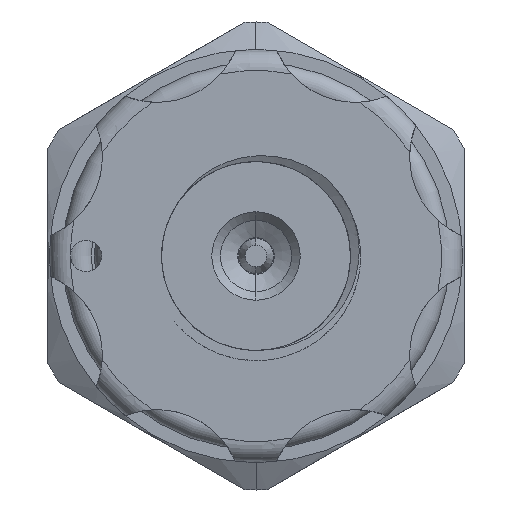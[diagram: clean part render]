
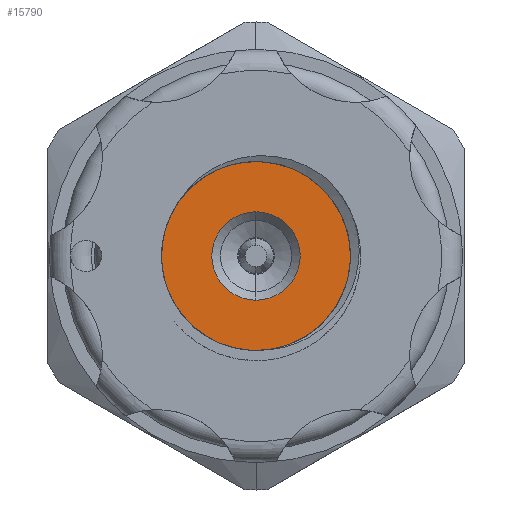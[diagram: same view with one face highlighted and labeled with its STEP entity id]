
A CAD part, left-side view. The second image highlights one B-rep face of the part: STEP entity #15790.
In plain terms, the highlighted planar face has unit normal (-1, 0, 0).
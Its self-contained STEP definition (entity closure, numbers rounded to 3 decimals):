
#511 = CARTESIAN_POINT ( 'NONE',  ( -98.777, -5.321, -2.689 ) ) ;
#564 = CARTESIAN_POINT ( 'NONE',  ( -98.777, -5.988, 0.776 ) ) ;
#721 = CARTESIAN_POINT ( 'NONE',  ( -98.777, -4.287, -4.002 ) ) ;
#748 = DIRECTION ( 'NONE',  ( 1., 0., 0. ) ) ;
#832 = EDGE_LOOP ( 'NONE', ( #6928, #8957 ) ) ;
#985 = CARTESIAN_POINT ( 'NONE',  ( -98.777, -0.785, 5.608 ) ) ;
#1074 = AXIS2_PLACEMENT_3D ( 'NONE', #3295, #4339, #5666 ) ;
#1526 = CARTESIAN_POINT ( 'NONE',  ( -98.777, 2.783, 0. ) ) ;
#1758 = CARTESIAN_POINT ( 'NONE',  ( -98.777, -5.903, 1.248 ) ) ;
#1800 = CARTESIAN_POINT ( 'NONE',  ( -98.777, 0., -2.55 ) ) ;
#1859 = CARTESIAN_POINT ( 'NONE',  ( -98.777, 1.51, -5.289 ) ) ;
#2016 = CARTESIAN_POINT ( 'NONE',  ( -98.777, 2.086, -5.035 ) ) ;
#2061 = CARTESIAN_POINT ( 'NONE',  ( -98.777, -0.067, 5.618 ) ) ;
#2287 = CIRCLE ( 'NONE', #15844, 2.55 ) ;
#3037 = CARTESIAN_POINT ( 'NONE',  ( -98.777, 0.098, -5.575 ) ) ;
#3089 = CARTESIAN_POINT ( 'NONE',  ( -98.777, -1.339, -5.52 ) ) ;
#3092 = VERTEX_POINT ( 'NONE', #12088 ) ;
#3295 = CARTESIAN_POINT ( 'NONE',  ( -98.777, 0., 0. ) ) ;
#3452 = CARTESIAN_POINT ( 'NONE',  ( -98.777, -2.632, 5.141 ) ) ;
#3746 = DIRECTION ( 'NONE',  ( 0., 0., -1. ) ) ;
#4338 = CARTESIAN_POINT ( 'NONE',  ( -98.777, -5.291, 2.804 ) ) ;
#4339 = DIRECTION ( 'NONE',  ( 1., 0., 0. ) ) ;
#4449 = CARTESIAN_POINT ( 'NONE',  ( -98.777, -3.138, -4.868 ) ) ;
#4496 = CARTESIAN_POINT ( 'NONE',  ( -98.777, -2.187, 5.316 ) ) ;
#4748 = VERTEX_POINT ( 'NONE', #1800 ) ;
#4805 = CIRCLE ( 'NONE', #1074, 2.55 ) ;
#5062 = B_SPLINE_CURVE_WITH_KNOTS ( 'NONE', 3,
 ( #6681, #1859, #6833, #9294, #3037, #10383, #15403, #3089, #14113, #11767, #4449, #5457, #13001, #721, #5665, #15195, #9139, #511, #7866, #9193, #14013, #10433, #9087, #11603, #15248, #564, #1758, #10330, #12845, #5510, #11659, #4338, #12899, #5561, #6779, #11820, #10731, #8323, #6985, #3452, #4496, #14268, #9453, #15599, #985, #10627, #2061, #11969, #10676, #5816, #9555, #12022, #10581 ),
 .UNSPECIFIED., .F., .F.,
 ( 4, 2, 2, 2, 2, 2, 2, 1, 2, 2, 2, 2, 2, 2, 2, 2, 2, 2, 2, 2, 2, 2, 2, 2, 2, 2, 4 ),
 ( 0., 0.001, 0.002, 0.003, 0.004, 0.006, 0.007, 0.007, 0.008, 0.009, 0.009, 0.01, 0.012, 0.012, 0.013, 0.014, 0.014, 0.015, 0.016, 0.017, 0.018, 0.019, 0.02, 0.02, 0.021, 0.022, 0.023 ),
 .UNSPECIFIED. ) ;
#5377 = CIRCLE ( 'NONE', #15750, 5.45 ) ;
#5457 = CARTESIAN_POINT ( 'NONE',  ( -98.777, -3.733, -4.466 ) ) ;
#5510 = CARTESIAN_POINT ( 'NONE',  ( -98.777, -5.616, 2.158 ) ) ;
#5561 = CARTESIAN_POINT ( 'NONE',  ( -98.777, -4.884, 3.393 ) ) ;
#5665 = CARTESIAN_POINT ( 'NONE',  ( -98.777, -4.626, -3.666 ) ) ;
#5666 = DIRECTION ( 'NONE',  ( 0., 0., 1. ) ) ;
#5816 = CARTESIAN_POINT ( 'NONE',  ( -98.777, 0.88, 5.488 ) ) ;
#6032 = AXIS2_PLACEMENT_3D ( 'NONE', #1526, #11211, #6231 ) ;
#6231 = DIRECTION ( 'NONE',  ( 0., 0., -1. ) ) ;
#6681 = CARTESIAN_POINT ( 'NONE',  ( -98.777, 1.95, -5.089 ) ) ;
#6779 = CARTESIAN_POINT ( 'NONE',  ( -98.777, -4.574, 3.757 ) ) ;
#6833 = CARTESIAN_POINT ( 'NONE',  ( -98.777, 1.044, -5.431 ) ) ;
#6928 = ORIENTED_EDGE ( 'NONE', *, *, #6934, .T. ) ;
#6934 = EDGE_CURVE ( 'NONE', #13601, #4748, #4805, .T. ) ;
#6985 = CARTESIAN_POINT ( 'NONE',  ( -98.777, -2.852, 5.039 ) ) ;
#7232 = EDGE_CURVE ( 'NONE', #4748, #13601, #2287, .T. ) ;
#7653 = FACE_BOUND ( 'NONE', #832, .T. ) ;
#7866 = CARTESIAN_POINT ( 'NONE',  ( -98.777, -5.544, -2.266 ) ) ;
#8323 = CARTESIAN_POINT ( 'NONE',  ( -98.777, -3.485, 4.696 ) ) ;
#8509 = VERTEX_POINT ( 'NONE', #11022 ) ;
#8817 = DIRECTION ( 'NONE',  ( 0., 0., 1. ) ) ;
#8957 = ORIENTED_EDGE ( 'NONE', *, *, #7232, .T. ) ;
#8975 = EDGE_CURVE ( 'NONE', #8509, #3092, #5062, .T. ) ;
#9087 = CARTESIAN_POINT ( 'NONE',  ( -98.777, -6.013, -0.662 ) ) ;
#9139 = CARTESIAN_POINT ( 'NONE',  ( -98.777, -5.196, -2.897 ) ) ;
#9193 = CARTESIAN_POINT ( 'NONE',  ( -98.777, -5.64, -2.049 ) ) ;
#9294 = CARTESIAN_POINT ( 'NONE',  ( -98.777, 0.336, -5.55 ) ) ;
#9453 = CARTESIAN_POINT ( 'NONE',  ( -98.777, -1.499, 5.507 ) ) ;
#9479 = DIRECTION ( 'NONE',  ( 0., 0., -1. ) ) ;
#9555 = CARTESIAN_POINT ( 'NONE',  ( -98.777, 1.578, 5.299 ) ) ;
#9691 = CIRCLE ( 'NONE', #14185, 5.45 ) ;
#9982 = PLANE ( 'NONE',  #6032 ) ;
#10330 = CARTESIAN_POINT ( 'NONE',  ( -98.777, -5.846, 1.48 ) ) ;
#10383 = CARTESIAN_POINT ( 'NONE',  ( -98.777, -0.382, -5.593 ) ) ;
#10433 = CARTESIAN_POINT ( 'NONE',  ( -98.777, -5.864, -1.371 ) ) ;
#10581 = CARTESIAN_POINT ( 'NONE',  ( -98.777, 2.44, 4.873 ) ) ;
#10627 = CARTESIAN_POINT ( 'NONE',  ( -98.777, -0.544, 5.622 ) ) ;
#10676 = CARTESIAN_POINT ( 'NONE',  ( -98.777, 0.644, 5.536 ) ) ;
#10731 = CARTESIAN_POINT ( 'NONE',  ( -98.777, -3.873, 4.419 ) ) ;
#10982 = EDGE_CURVE ( 'NONE', #8509, #15037, #9691, .T. ) ;
#11022 = CARTESIAN_POINT ( 'NONE',  ( -98.777, 1.95, -5.089 ) ) ;
#11075 = CARTESIAN_POINT ( 'NONE',  ( -98.777, 0., 0. ) ) ;
#11211 = DIRECTION ( 'NONE',  ( 1., 0., 0. ) ) ;
#11464 = FACE_OUTER_BOUND ( 'NONE', #11693, .T. ) ;
#11603 = CARTESIAN_POINT ( 'NONE',  ( -98.777, -6.05, -0.184 ) ) ;
#11659 = CARTESIAN_POINT ( 'NONE',  ( -98.777, -5.412, 2.594 ) ) ;
#11690 = CARTESIAN_POINT ( 'NONE',  ( -98.777, 0., 0. ) ) ;
#11693 = EDGE_LOOP ( 'NONE', ( #14245, #12221, #13769 ) ) ;
#11767 = CARTESIAN_POINT ( 'NONE',  ( -98.777, -2.713, -5.086 ) ) ;
#11790 = CARTESIAN_POINT ( 'NONE',  ( -98.777, 0., 2.55 ) ) ;
#11820 = CARTESIAN_POINT ( 'NONE',  ( -98.777, -4.406, 3.931 ) ) ;
#11969 = CARTESIAN_POINT ( 'NONE',  ( -98.777, 0.171, 5.601 ) ) ;
#12022 = CARTESIAN_POINT ( 'NONE',  ( -98.777, 2.021, 5.116 ) ) ;
#12088 = CARTESIAN_POINT ( 'NONE',  ( -98.777, 2.44, 4.873 ) ) ;
#12221 = ORIENTED_EDGE ( 'NONE', *, *, #8975, .T. ) ;
#12845 = CARTESIAN_POINT ( 'NONE',  ( -98.777, -5.703, 1.935 ) ) ;
#12899 = CARTESIAN_POINT ( 'NONE',  ( -98.777, -5.028, 3.203 ) ) ;
#13001 = CARTESIAN_POINT ( 'NONE',  ( -98.777, -3.925, -4.318 ) ) ;
#13601 = VERTEX_POINT ( 'NONE', #11790 ) ;
#13769 = ORIENTED_EDGE ( 'NONE', *, *, #14403, .F. ) ;
#14013 = CARTESIAN_POINT ( 'NONE',  ( -98.777, -5.8, -1.601 ) ) ;
#14113 = CARTESIAN_POINT ( 'NONE',  ( -98.777, -1.805, -5.416 ) ) ;
#14185 = AXIS2_PLACEMENT_3D ( 'NONE', #11075, #14995, #3746 ) ;
#14245 = ORIENTED_EDGE ( 'NONE', *, *, #10982, .F. ) ;
#14268 = CARTESIAN_POINT ( 'NONE',  ( -98.777, -1.96, 5.39 ) ) ;
#14403 = EDGE_CURVE ( 'NONE', #15037, #3092, #5377, .T. ) ;
#14980 = CARTESIAN_POINT ( 'NONE',  ( -98.777, 0., 0. ) ) ;
#14995 = DIRECTION ( 'NONE',  ( 1., 0., 0. ) ) ;
#15037 = VERTEX_POINT ( 'NONE', #2016 ) ;
#15080 = DIRECTION ( 'NONE',  ( 1., 0., 0. ) ) ;
#15195 = CARTESIAN_POINT ( 'NONE',  ( -98.777, -4.922, -3.291 ) ) ;
#15248 = CARTESIAN_POINT ( 'NONE',  ( -98.777, -6.015, 0.534 ) ) ;
#15403 = CARTESIAN_POINT ( 'NONE',  ( -98.777, -0.625, -5.586 ) ) ;
#15599 = CARTESIAN_POINT ( 'NONE',  ( -98.777, -1.264, 5.551 ) ) ;
#15750 = AXIS2_PLACEMENT_3D ( 'NONE', #11690, #748, #9479 ) ;
#15790 = ADVANCED_FACE ( 'NONE', ( #7653, #11464 ), #9982, .F. ) ;
#15844 = AXIS2_PLACEMENT_3D ( 'NONE', #14980, #15080, #8817 ) ;
